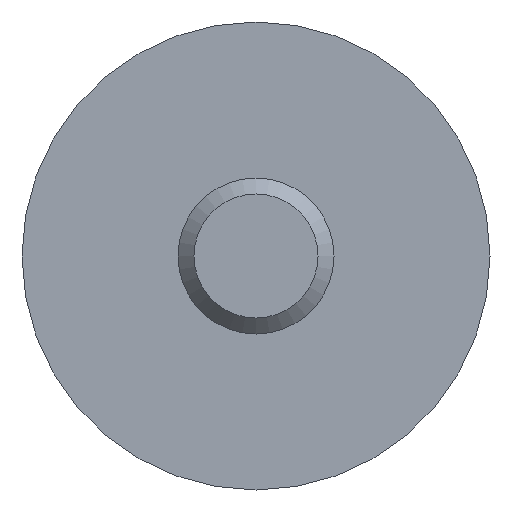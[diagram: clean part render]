
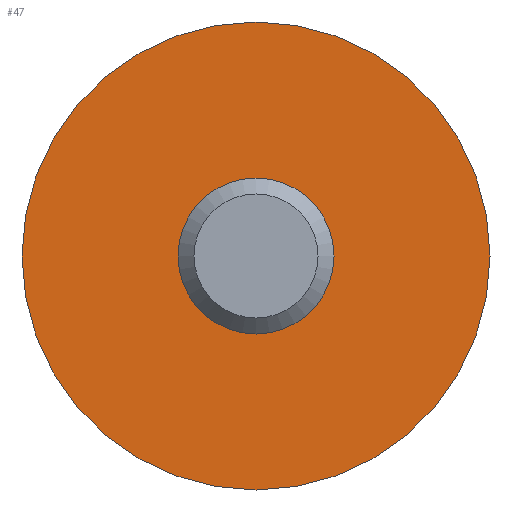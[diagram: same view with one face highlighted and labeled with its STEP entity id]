
A CAD part, front view. The second image highlights one B-rep face of the part: STEP entity #47.
In plain terms, the highlighted planar face has unit normal (0, -1, 0).
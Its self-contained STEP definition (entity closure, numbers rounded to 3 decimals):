
#47 = ADVANCED_FACE( '', ( #94, #95 ), #96, .F. );
#94 = FACE_BOUND( '', #135, .T. );
#95 = FACE_OUTER_BOUND( '', #136, .T. );
#96 = PLANE( '', #137 );
#135 = EDGE_LOOP( '', ( #184 ) );
#136 = EDGE_LOOP( '', ( #185 ) );
#137 = AXIS2_PLACEMENT_3D( '', #186, #187, #188 );
#184 = ORIENTED_EDGE( '', *, *, #209, .F. );
#185 = ORIENTED_EDGE( '', *, *, #205, .T. );
#186 = CARTESIAN_POINT( '', ( 9., 0., 0. ) );
#187 = DIRECTION( '', ( 0., 1., 0. ) );
#188 = DIRECTION( '', ( 0., 0., 1. ) );
#205 = EDGE_CURVE( '', #227, #227, #228, .T. );
#209 = EDGE_CURVE( '', #233, #233, #234, .T. );
#227 = VERTEX_POINT( '', #252 );
#228 = CIRCLE( '', #253, 9. );
#233 = VERTEX_POINT( '', #258 );
#234 = CIRCLE( '', #259, 3. );
#252 = CARTESIAN_POINT( '', ( 0., 0., -9. ) );
#253 = AXIS2_PLACEMENT_3D( '', #277, #278, #279 );
#258 = CARTESIAN_POINT( '', ( 0., 0., -3. ) );
#259 = AXIS2_PLACEMENT_3D( '', #283, #284, #285 );
#277 = CARTESIAN_POINT( '', ( 0., 0., 0. ) );
#278 = DIRECTION( '', ( 0., -1., 0. ) );
#279 = DIRECTION( '', ( 0., 0., -1. ) );
#283 = CARTESIAN_POINT( '', ( 0., 0., 0. ) );
#284 = DIRECTION( '', ( 0., -1., 0. ) );
#285 = DIRECTION( '', ( 0., 0., -1. ) );
